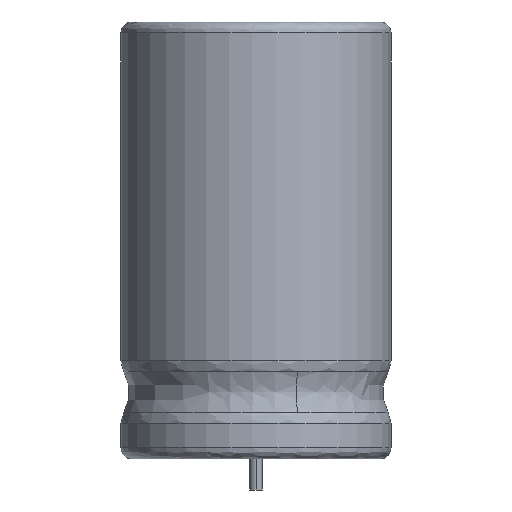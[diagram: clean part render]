
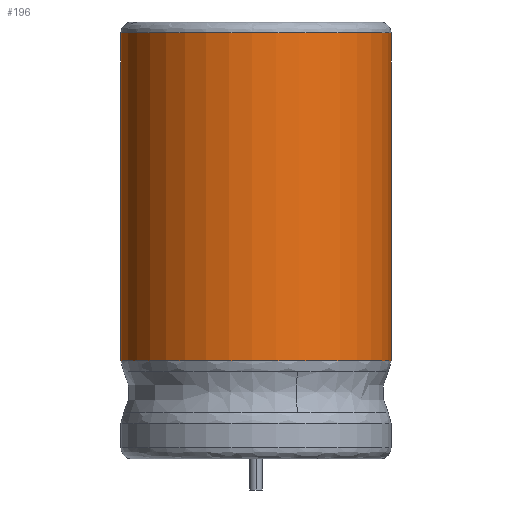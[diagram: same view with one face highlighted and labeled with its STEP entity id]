
A CAD part, left-side view. The second image highlights one B-rep face of the part: STEP entity #196.
In plain terms, the highlighted cylindrical face has radius 6.5 mm (diameter 13 mm), a partial arc.
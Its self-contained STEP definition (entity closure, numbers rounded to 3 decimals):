
#78 = ORIENTED_EDGE ( 'NONE', *, *, #216, .T. ) ;
#196 = ADVANCED_FACE ( 'NONE', ( #3649 ), #663, .T. ) ;
#216 = EDGE_CURVE ( 'NONE', #2043, #904, #855, .T. ) ;
#342 = DIRECTION ( 'NONE',  ( 1., 0., 0. ) ) ;
#395 = LINE ( 'NONE', #3721, #1144 ) ;
#596 = CARTESIAN_POINT ( 'NONE',  ( 6.108, -2.223, -8.769 ) ) ;
#663 = CYLINDRICAL_SURFACE ( 'NONE', #2454, 6.5 ) ;
#807 = EDGE_CURVE ( 'NONE', #904, #1574, #1189, .T. ) ;
#855 = LINE ( 'NONE', #1205, #1900 ) ;
#904 = VERTEX_POINT ( 'NONE', #3520 ) ;
#1113 = VERTEX_POINT ( 'NONE', #2854 ) ;
#1144 = VECTOR ( 'NONE', #3422, 1000. ) ;
#1155 = ORIENTED_EDGE ( 'NONE', *, *, #807, .T. ) ;
#1189 = CIRCLE ( 'NONE', #2076, 6.5 ) ;
#1205 = CARTESIAN_POINT ( 'NONE',  ( 6.108, 2.223, -0.779 ) ) ;
#1287 = EDGE_CURVE ( 'NONE', #1113, #2043, #2143, .T. ) ;
#1574 = VERTEX_POINT ( 'NONE', #596 ) ;
#1875 = DIRECTION ( 'NONE',  ( 0., 0., 1. ) ) ;
#1900 = VECTOR ( 'NONE', #3350, 1000. ) ;
#1901 = AXIS2_PLACEMENT_3D ( 'NONE', #1936, #1970, #3147 ) ;
#1936 = CARTESIAN_POINT ( 'NONE',  ( 0., 0., 6.996 ) ) ;
#1970 = DIRECTION ( 'NONE',  ( 0., 0., -1. ) ) ;
#2043 = VERTEX_POINT ( 'NONE', #2509 ) ;
#2060 = EDGE_CURVE ( 'NONE', #1574, #1113, #395, .T. ) ;
#2076 = AXIS2_PLACEMENT_3D ( 'NONE', #2952, #2914, #2678 ) ;
#2143 = CIRCLE ( 'NONE', #1901, 6.5 ) ;
#2454 = AXIS2_PLACEMENT_3D ( 'NONE', #3396, #1875, #342 ) ;
#2509 = CARTESIAN_POINT ( 'NONE',  ( 6.108, 2.223, 6.996 ) ) ;
#2678 = DIRECTION ( 'NONE',  ( 1., 0., 0. ) ) ;
#2854 = CARTESIAN_POINT ( 'NONE',  ( 6.108, -2.223, 6.996 ) ) ;
#2914 = DIRECTION ( 'NONE',  ( 0., 0., 1. ) ) ;
#2952 = CARTESIAN_POINT ( 'NONE',  ( 0., 0., -8.769 ) ) ;
#3147 = DIRECTION ( 'NONE',  ( 1., 0., 0. ) ) ;
#3155 = EDGE_LOOP ( 'NONE', ( #3176, #78, #1155, #3180 ) ) ;
#3176 = ORIENTED_EDGE ( 'NONE', *, *, #1287, .T. ) ;
#3180 = ORIENTED_EDGE ( 'NONE', *, *, #2060, .T. ) ;
#3350 = DIRECTION ( 'NONE',  ( 0., 0., -1. ) ) ;
#3396 = CARTESIAN_POINT ( 'NONE',  ( 0., 0., -0.779 ) ) ;
#3422 = DIRECTION ( 'NONE',  ( 0., 0., 1. ) ) ;
#3520 = CARTESIAN_POINT ( 'NONE',  ( 6.108, 2.223, -8.769 ) ) ;
#3649 = FACE_OUTER_BOUND ( 'NONE', #3155, .T. ) ;
#3721 = CARTESIAN_POINT ( 'NONE',  ( 6.108, -2.223, -0.779 ) ) ;
